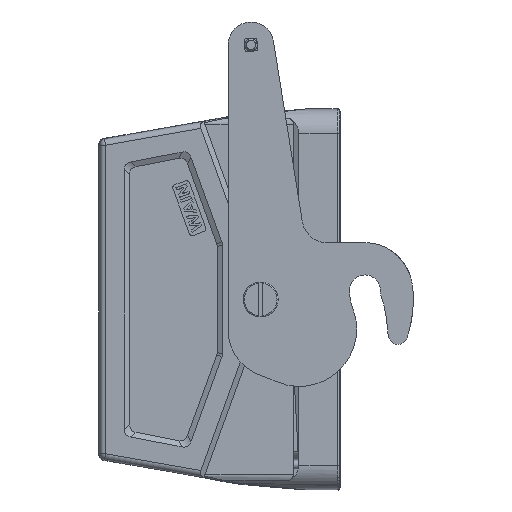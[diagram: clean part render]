
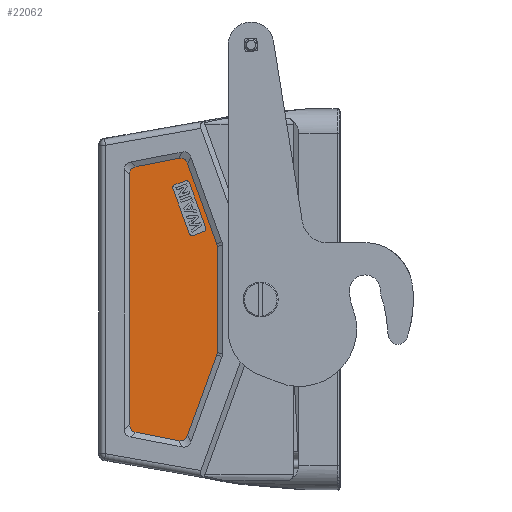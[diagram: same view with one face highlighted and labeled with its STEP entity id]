
A CAD part, left-side view. The second image highlights one B-rep face of the part: STEP entity #22062.
In plain terms, the highlighted planar face has unit normal (-1, 0, 0).
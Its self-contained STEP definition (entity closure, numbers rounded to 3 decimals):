
#6843=CARTESIAN_POINT('',(-21.5,-15.853,16.754));
#6844=CARTESIAN_POINT('',(-21.5,-15.853,17.048));
#6845=CARTESIAN_POINT('',(-21.5,-15.802,17.333));
#6846=CARTESIAN_POINT('',(-21.5,-15.702,17.609));
#6856=DIRECTION('',(0.,0.,1.));
#6857=VECTOR('',#6856,33.508);
#6858=CARTESIAN_POINT('',(-21.5,-15.853,-16.754));
#6859=LINE('',#6858,#6857);
#6869=CARTESIAN_POINT('',(-21.5,-15.702,-17.609));
#6870=CARTESIAN_POINT('',(-21.5,-15.802,-17.333));
#6871=CARTESIAN_POINT('',(-21.5,-15.853,-17.048));
#6872=CARTESIAN_POINT('',(-21.5,-15.853,-16.754));
#6878=DIRECTION('',(0.,-0.342,0.94));
#6879=VECTOR('',#6878,26.85);
#6880=CARTESIAN_POINT('',(-21.5,-6.519,-42.839));
#6881=LINE('',#6880,#6879);
#6892=CARTESIAN_POINT('',(-21.5,-3.695,-44.439));
#6893=CARTESIAN_POINT('',(-21.5,-4.393,-44.574));
#6894=CARTESIAN_POINT('',(-21.5,-5.543,-44.409));
#6895=CARTESIAN_POINT('',(-21.5,-6.275,-43.507));
#6896=CARTESIAN_POINT('',(-21.5,-6.519,-42.839));
#6906=DIRECTION('',(0.,-0.982,-0.19));
#6907=VECTOR('',#6906,13.6);
#6908=CARTESIAN_POINT('',(-21.5,9.658,-41.859));
#6909=LINE('',#6908,#6907);
#6920=CARTESIAN_POINT('',(-21.5,11.683,-39.405));
#6921=CARTESIAN_POINT('',(-21.5,11.683,-40.093));
#6922=CARTESIAN_POINT('',(-21.5,11.319,-41.167));
#6923=CARTESIAN_POINT('',(-21.5,10.333,-41.729));
#6924=CARTESIAN_POINT('',(-21.5,9.658,-41.859));
#6934=DIRECTION('',(0.,0.,-1.));
#6935=VECTOR('',#6934,78.81);
#6936=CARTESIAN_POINT('',(-21.5,11.683,39.405));
#6937=LINE('',#6936,#6935);
#6948=CARTESIAN_POINT('',(-21.5,9.658,41.859));
#6949=CARTESIAN_POINT('',(-21.5,10.333,41.729));
#6950=CARTESIAN_POINT('',(-21.5,11.319,41.167));
#6951=CARTESIAN_POINT('',(-21.5,11.683,40.093));
#6952=CARTESIAN_POINT('',(-21.5,11.683,39.405));
#6958=DIRECTION('',(0.,0.982,-0.19));
#6959=VECTOR('',#6958,13.6);
#6960=CARTESIAN_POINT('',(-21.5,-3.695,44.439));
#6961=LINE('',#6960,#6959);
#6972=CARTESIAN_POINT('',(-21.5,-6.519,42.839));
#6973=CARTESIAN_POINT('',(-21.5,-6.275,43.507));
#6974=CARTESIAN_POINT('',(-21.5,-5.543,44.409));
#6975=CARTESIAN_POINT('',(-21.5,-4.393,44.574));
#6976=CARTESIAN_POINT('',(-21.5,-3.695,44.439));
#6982=DIRECTION('',(0.,0.342,0.94));
#6983=VECTOR('',#6982,26.85);
#6984=CARTESIAN_POINT('',(-21.5,-15.702,17.609));
#6985=LINE('',#6984,#6983);
#6990=DIRECTION('',(0.,0.342,0.94));
#6991=VECTOR('',#6990,15.);
#6992=CARTESIAN_POINT('',(-21.5,-12.266,22.663));
#6993=LINE('',#6992,#6991);
#6994=CARTESIAN_POINT('',(-21.5,-6.196,36.417));
#6995=DIRECTION('',(-1.,0.,0.));
#6996=DIRECTION('',(0.,-0.94,0.342));
#6997=AXIS2_PLACEMENT_3D('',#6994,#6995,#6996);
#6999=DIRECTION('',(0.,0.94,-0.342));
#7000=VECTOR('',#6999,3.5);
#7001=CARTESIAN_POINT('',(-21.5,-5.854,37.356));
#7002=LINE('',#7001,#7000);
#7003=CARTESIAN_POINT('',(-21.5,-2.907,35.22));
#7004=DIRECTION('',(-1.,0.,0.));
#7005=DIRECTION('',(0.,0.342,0.94));
#7006=AXIS2_PLACEMENT_3D('',#7003,#7004,#7005);
#7008=CARTESIAN_POINT('',(-21.5,-2.907,35.22));
#7009=DIRECTION('',(-1.,0.,0.));
#7010=DIRECTION('',(0.,1.,0.));
#7011=AXIS2_PLACEMENT_3D('',#7008,#7009,#7010);
#7013=DIRECTION('',(0.,-0.342,-0.94));
#7014=VECTOR('',#7013,15.);
#7015=CARTESIAN_POINT('',(-21.5,-1.967,34.878));
#7016=LINE('',#7015,#7014);
#7017=CARTESIAN_POINT('',(-21.5,-8.037,21.124));
#7018=DIRECTION('',(-1.,0.,0.));
#7019=DIRECTION('',(0.,0.94,-0.342));
#7020=AXIS2_PLACEMENT_3D('',#7017,#7018,#7019);
#7022=DIRECTION('',(0.,-0.94,0.342));
#7023=VECTOR('',#7022,3.5);
#7024=CARTESIAN_POINT('',(-21.5,-8.379,20.185));
#7025=LINE('',#7024,#7023);
#7026=CARTESIAN_POINT('',(-21.5,-11.326,22.321));
#7027=DIRECTION('',(-1.,0.,0.));
#7028=DIRECTION('',(0.,-0.342,-0.94));
#7029=AXIS2_PLACEMENT_3D('',#7026,#7027,#7028);
#7031=CARTESIAN_POINT('',(-21.5,-11.326,22.321));
#7032=DIRECTION('',(-1.,0.,0.));
#7033=DIRECTION('',(0.,-1.,0.));
#7034=AXIS2_PLACEMENT_3D('',#7031,#7032,#7033);
#10199=CARTESIAN_POINT('',(-21.5,-15.853,16.754));
#10200=VERTEX_POINT('',#10199);
#10201=VERTEX_POINT('',#6846);
#10202=CARTESIAN_POINT('',(-21.5,-15.853,-16.754));
#10203=VERTEX_POINT('',#10202);
#10204=CARTESIAN_POINT('',(-21.5,-15.702,-17.609));
#10205=VERTEX_POINT('',#10204);
#10206=CARTESIAN_POINT('',(-21.5,-6.519,-42.839));
#10207=VERTEX_POINT('',#10206);
#10208=CARTESIAN_POINT('',(-21.5,-3.695,-44.439));
#10209=VERTEX_POINT('',#10208);
#10210=CARTESIAN_POINT('',(-21.5,9.658,-41.859));
#10211=VERTEX_POINT('',#10210);
#10212=CARTESIAN_POINT('',(-21.5,11.683,-39.405));
#10213=VERTEX_POINT('',#10212);
#10214=CARTESIAN_POINT('',(-21.5,11.683,39.405));
#10215=VERTEX_POINT('',#10214);
#10216=CARTESIAN_POINT('',(-21.5,9.658,41.859));
#10217=VERTEX_POINT('',#10216);
#10218=CARTESIAN_POINT('',(-21.5,-3.695,44.439));
#10219=VERTEX_POINT('',#10218);
#10220=CARTESIAN_POINT('',(-21.5,-6.519,42.839));
#10221=VERTEX_POINT('',#10220);
#10222=CARTESIAN_POINT('',(-21.5,-12.266,22.663));
#10223=CARTESIAN_POINT('',(-21.5,-7.136,36.759));
#10224=VERTEX_POINT('',#10222);
#10225=VERTEX_POINT('',#10223);
#10226=CARTESIAN_POINT('',(-21.5,-5.854,37.356));
#10227=VERTEX_POINT('',#10226);
#10228=CARTESIAN_POINT('',(-21.5,-2.565,36.159));
#10229=VERTEX_POINT('',#10228);
#10230=CARTESIAN_POINT('',(-21.5,-1.907,35.22));
#10231=VERTEX_POINT('',#10230);
#10232=CARTESIAN_POINT('',(-21.5,-1.967,34.878));
#10233=VERTEX_POINT('',#10232);
#10234=CARTESIAN_POINT('',(-21.5,-7.098,20.782));
#10235=VERTEX_POINT('',#10234);
#10236=CARTESIAN_POINT('',(-21.5,-8.379,20.185));
#10237=VERTEX_POINT('',#10236);
#10238=CARTESIAN_POINT('',(-21.5,-11.668,21.382));
#10239=VERTEX_POINT('',#10238);
#10240=CARTESIAN_POINT('',(-21.5,-12.326,22.321));
#10241=VERTEX_POINT('',#10240);
#22021=CARTESIAN_POINT('',(-21.5,-17.585,48.886));
#22022=DIRECTION('',(-1.,0.,0.));
#22023=DIRECTION('',(0.,-1.,0.));
#22024=AXIS2_PLACEMENT_3D('',#22021,#22022,#22023);
#22025=PLANE('',#22024);
#22026=ORIENTED_EDGE('',*,*,#21988,.F.);
#22027=ORIENTED_EDGE('',*,*,#22002,.F.);
#22028=ORIENTED_EDGE('',*,*,#22015,.F.);
#22029=ORIENTED_EDGE('',*,*,#21861,.F.);
#22030=ORIENTED_EDGE('',*,*,#21876,.F.);
#22031=ORIENTED_EDGE('',*,*,#21890,.F.);
#22032=ORIENTED_EDGE('',*,*,#21904,.F.);
#22033=ORIENTED_EDGE('',*,*,#21918,.F.);
#22034=ORIENTED_EDGE('',*,*,#21932,.F.);
#22035=ORIENTED_EDGE('',*,*,#21946,.F.);
#22036=ORIENTED_EDGE('',*,*,#21960,.F.);
#22037=ORIENTED_EDGE('',*,*,#21974,.F.);
#22038=EDGE_LOOP('',(#22026,#22027,#22028,#22029,#22030,#22031,#22032,#22033,
#22034,#22035,#22036,#22037));
#22039=FACE_OUTER_BOUND('',#22038,.F.);
#22041=ORIENTED_EDGE('',*,*,#22040,.T.);
#22043=ORIENTED_EDGE('',*,*,#22042,.T.);
#22045=ORIENTED_EDGE('',*,*,#22044,.T.);
#22047=ORIENTED_EDGE('',*,*,#22046,.T.);
#22049=ORIENTED_EDGE('',*,*,#22048,.T.);
#22051=ORIENTED_EDGE('',*,*,#22050,.T.);
#22053=ORIENTED_EDGE('',*,*,#22052,.T.);
#22055=ORIENTED_EDGE('',*,*,#22054,.T.);
#22057=ORIENTED_EDGE('',*,*,#22056,.T.);
#22059=ORIENTED_EDGE('',*,*,#22058,.T.);
#22060=EDGE_LOOP('',(#22041,#22043,#22045,#22047,#22049,#22051,#22053,#22055,
#22057,#22059));
#22061=FACE_BOUND('',#22060,.F.);
#22062=ADVANCED_FACE('',(#22039,#22061),#22025,.T.);
#6847=B_SPLINE_CURVE_WITH_KNOTS('',3,(#6843,#6844,#6845,#6846),.UNSPECIFIED.,
.F.,.F.,(4,4),(0.,1.),.UNSPECIFIED.);
#6873=B_SPLINE_CURVE_WITH_KNOTS('',3,(#6869,#6870,#6871,#6872),.UNSPECIFIED.,
.F.,.F.,(4,4),(0.,1.),.UNSPECIFIED.);
#6897=B_SPLINE_CURVE_WITH_KNOTS('',3,(#6892,#6893,#6894,#6895,#6896),
.UNSPECIFIED.,.F.,.F.,(4,1,4),(0.,0.5,1.),.UNSPECIFIED.);
#6925=B_SPLINE_CURVE_WITH_KNOTS('',3,(#6920,#6921,#6922,#6923,#6924),
.UNSPECIFIED.,.F.,.F.,(4,1,4),(0.,0.5,1.),.UNSPECIFIED.);
#6953=B_SPLINE_CURVE_WITH_KNOTS('',3,(#6948,#6949,#6950,#6951,#6952),
.UNSPECIFIED.,.F.,.F.,(4,1,4),(0.,0.5,1.),.UNSPECIFIED.);
#6977=B_SPLINE_CURVE_WITH_KNOTS('',3,(#6972,#6973,#6974,#6975,#6976),
.UNSPECIFIED.,.F.,.F.,(4,1,4),(0.,0.5,1.),.UNSPECIFIED.);
#6998=CIRCLE('',#6997,1.);
#7007=CIRCLE('',#7006,1.);
#7012=CIRCLE('',#7011,1.);
#7021=CIRCLE('',#7020,1.);
#7030=CIRCLE('',#7029,1.);
#7035=CIRCLE('',#7034,1.);
#21861=EDGE_CURVE('',#10200,#10201,#6847,.T.);
#21876=EDGE_CURVE('',#10203,#10200,#6859,.T.);
#21890=EDGE_CURVE('',#10205,#10203,#6873,.T.);
#21904=EDGE_CURVE('',#10207,#10205,#6881,.T.);
#21918=EDGE_CURVE('',#10209,#10207,#6897,.T.);
#21932=EDGE_CURVE('',#10211,#10209,#6909,.T.);
#21946=EDGE_CURVE('',#10213,#10211,#6925,.T.);
#21960=EDGE_CURVE('',#10215,#10213,#6937,.T.);
#21974=EDGE_CURVE('',#10217,#10215,#6953,.T.);
#21988=EDGE_CURVE('',#10219,#10217,#6961,.T.);
#22002=EDGE_CURVE('',#10221,#10219,#6977,.T.);
#22015=EDGE_CURVE('',#10201,#10221,#6985,.T.);
#22040=EDGE_CURVE('',#10224,#10225,#6993,.T.);
#22042=EDGE_CURVE('',#10225,#10227,#6998,.T.);
#22044=EDGE_CURVE('',#10227,#10229,#7002,.T.);
#22046=EDGE_CURVE('',#10229,#10231,#7007,.T.);
#22048=EDGE_CURVE('',#10231,#10233,#7012,.T.);
#22050=EDGE_CURVE('',#10233,#10235,#7016,.T.);
#22052=EDGE_CURVE('',#10235,#10237,#7021,.T.);
#22054=EDGE_CURVE('',#10237,#10239,#7025,.T.);
#22056=EDGE_CURVE('',#10239,#10241,#7030,.T.);
#22058=EDGE_CURVE('',#10241,#10224,#7035,.T.);
